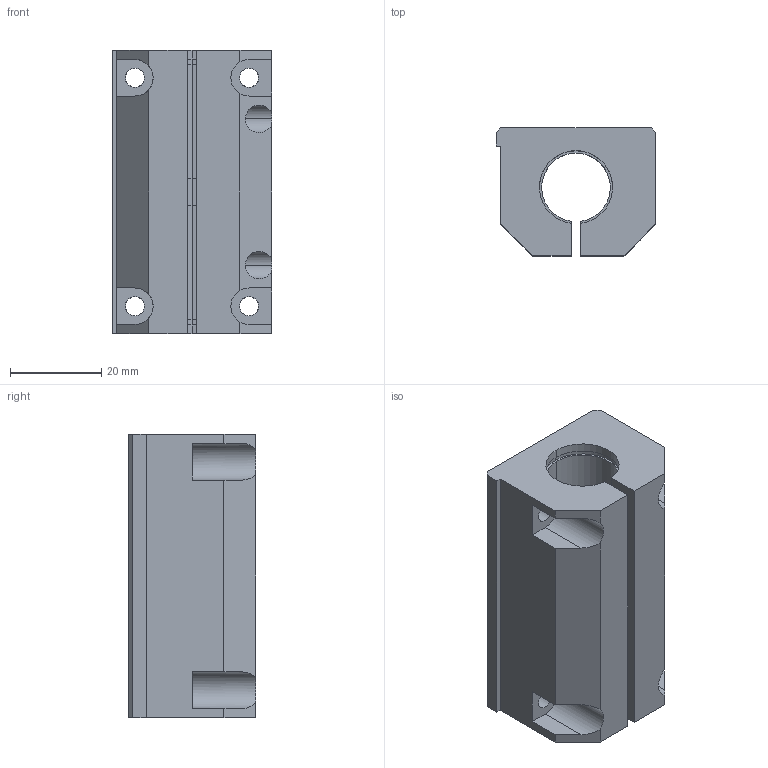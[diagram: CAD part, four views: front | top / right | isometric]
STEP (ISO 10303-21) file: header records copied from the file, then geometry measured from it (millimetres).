
FILE_DESCRIPTION( ( '' ), '1' );
FILE_NAME( 'tag_aj_08_2_03.stp', '2008-04-10T04:06:49', ( '' ), ( '' ), ' ', ' ', ' ' );
FILE_SCHEMA( ( 'CONFIG_CONTROL_DESIGN' ) );
Length unit declared in the file: millimetre
Products named in the file (1): 1
Bounding box: 35 x 28 x 62 mm (x, y, z)
Volume: 38401.1 mm3; surface area: 14569.6 mm2
Topology: 1 solids, 1 shells, 108 faces, 289 edges, 186 vertices
Faces by surface type: cylinder 50, plane 44, cone 14
Entity records: 3479 total; most frequent: DIRECTION 621, CARTESIAN_POINT 618, ORIENTED_EDGE 570, EDGE_CURVE 285, AXIS2_PLACEMENT_3D 229, VERTEX_POINT 186, LINE 163, VECTOR 163
